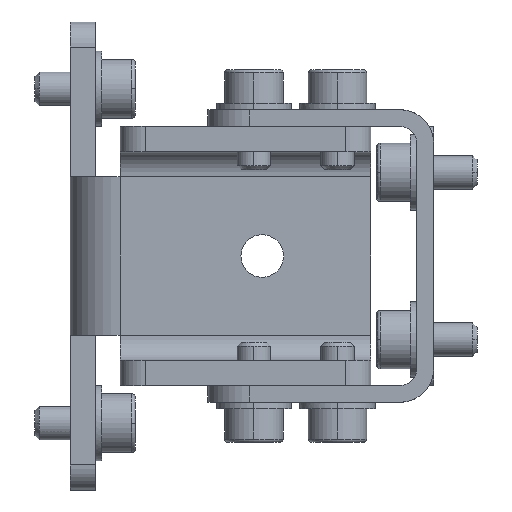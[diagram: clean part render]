
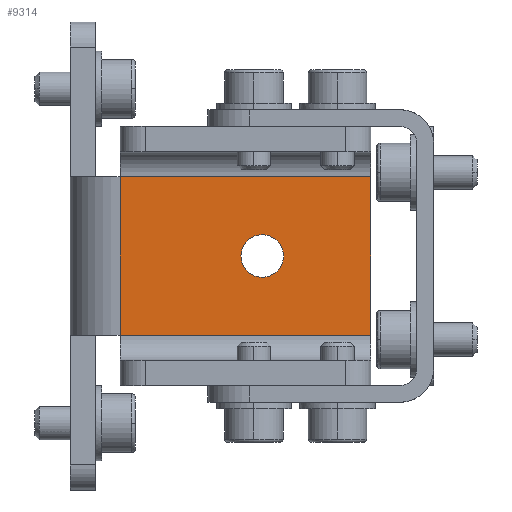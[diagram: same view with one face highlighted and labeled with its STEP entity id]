
A CAD part, left-side view. The second image highlights one B-rep face of the part: STEP entity #9314.
In plain terms, the highlighted planar face has unit normal (-1, 0, 0).
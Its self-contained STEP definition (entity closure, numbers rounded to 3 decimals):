
#405=DIRECTION('',(0.,0.,1.));
#406=VECTOR('',#405,19.);
#407=CARTESIAN_POINT('',(13.,37.5,-9.5));
#408=LINE('',#407,#406);
#2122=DIRECTION('',(0.,-1.,0.));
#2123=VECTOR('',#2122,30.);
#2124=CARTESIAN_POINT('',(13.,37.5,9.5));
#2125=LINE('',#2124,#2123);
#2148=DIRECTION('',(0.,0.,1.));
#2149=VECTOR('',#2148,19.);
#2150=CARTESIAN_POINT('',(13.,7.5,-9.5));
#2151=LINE('',#2150,#2149);
#2152=CARTESIAN_POINT('',(13.,20.5,0.));
#2153=DIRECTION('',(1.,0.,0.));
#2154=DIRECTION('',(0.,0.,1.));
#2155=AXIS2_PLACEMENT_3D('',#2152,#2153,#2154);
#2157=CARTESIAN_POINT('',(13.,20.5,0.));
#2158=DIRECTION('',(1.,0.,0.));
#2159=DIRECTION('',(0.,0.,-1.));
#2160=AXIS2_PLACEMENT_3D('',#2157,#2158,#2159);
#2162=DIRECTION('',(0.,1.,0.));
#2163=VECTOR('',#2162,30.);
#2164=CARTESIAN_POINT('',(13.,7.5,-9.5));
#2165=LINE('',#2164,#2163);
#5086=CARTESIAN_POINT('',(13.,37.5,-9.5));
#5087=VERTEX_POINT('',#5086);
#5098=CARTESIAN_POINT('',(13.,37.5,9.5));
#5099=VERTEX_POINT('',#5098);
#5118=CARTESIAN_POINT('',(13.,7.5,9.5));
#5119=VERTEX_POINT('',#5118);
#5120=CARTESIAN_POINT('',(13.,7.5,-9.5));
#5121=VERTEX_POINT('',#5120);
#5149=CARTESIAN_POINT('',(13.,20.5,-2.55));
#5151=VERTEX_POINT('',#5149);
#5153=CARTESIAN_POINT('',(13.,20.5,2.55));
#5155=VERTEX_POINT('',#5153);
#9296=CARTESIAN_POINT('',(13.,7.5,15.5));
#9297=DIRECTION('',(1.,0.,0.));
#9298=DIRECTION('',(0.,0.,1.));
#9299=AXIS2_PLACEMENT_3D('',#9296,#9297,#9298);
#9300=PLANE('',#9299);
#9301=ORIENTED_EDGE('',*,*,#6433,.T.);
#9302=ORIENTED_EDGE('',*,*,#9243,.T.);
#9303=ORIENTED_EDGE('',*,*,#8886,.F.);
#9305=ORIENTED_EDGE('',*,*,#9304,.T.);
#9306=EDGE_LOOP('',(#9301,#9302,#9303,#9305));
#9307=FACE_OUTER_BOUND('',#9306,.F.);
#9309=ORIENTED_EDGE('',*,*,#9308,.F.);
#9311=ORIENTED_EDGE('',*,*,#9310,.F.);
#9312=EDGE_LOOP('',(#9309,#9311));
#9313=FACE_BOUND('',#9312,.F.);
#9314=ADVANCED_FACE('',(#9307,#9313),#9300,.F.);
#2156=CIRCLE('',#2155,2.55);
#2161=CIRCLE('',#2160,2.55);
#6433=EDGE_CURVE('',#5087,#5099,#408,.T.);
#8886=EDGE_CURVE('',#5121,#5119,#2151,.T.);
#9243=EDGE_CURVE('',#5099,#5119,#2125,.T.);
#9304=EDGE_CURVE('',#5121,#5087,#2165,.T.);
#9308=EDGE_CURVE('',#5155,#5151,#2156,.T.);
#9310=EDGE_CURVE('',#5151,#5155,#2161,.T.);
